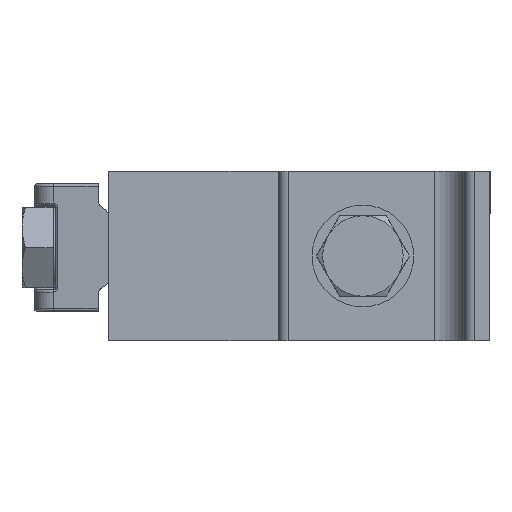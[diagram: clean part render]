
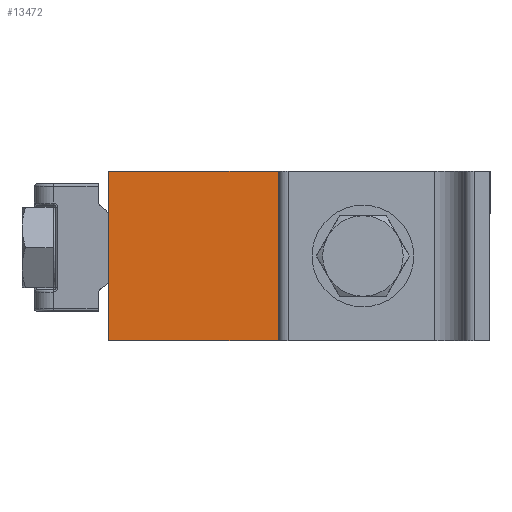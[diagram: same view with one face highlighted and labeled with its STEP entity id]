
A CAD part, left-side view. The second image highlights one B-rep face of the part: STEP entity #13472.
In plain terms, the highlighted face is planar.
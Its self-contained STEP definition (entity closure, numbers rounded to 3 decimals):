
#44 = ORIENTED_EDGE ( 'NONE', *, *, #15303, .T. ) ;
#712 = CARTESIAN_POINT ( 'NONE',  ( 20., 80., 3. ) ) ;
#1018 = LINE ( 'NONE', #2683, #17722 ) ;
#1340 = AXIS2_PLACEMENT_3D ( 'NONE', #16311, #6563, #2443 ) ;
#1425 = DIRECTION ( 'NONE',  ( 1., 0., 0. ) ) ;
#2337 = VERTEX_POINT ( 'NONE', #712 ) ;
#2443 = DIRECTION ( 'NONE',  ( 1., 0., 0. ) ) ;
#2683 = CARTESIAN_POINT ( 'NONE',  ( -20., 0., 3. ) ) ;
#3119 = ORIENTED_EDGE ( 'NONE', *, *, #4065, .T. ) ;
#3310 = VERTEX_POINT ( 'NONE', #3635 ) ;
#3635 = CARTESIAN_POINT ( 'NONE',  ( -6.5, 20., 3. ) ) ;
#3712 = FACE_OUTER_BOUND ( 'NONE', #16881, .T. ) ;
#4065 = EDGE_CURVE ( 'NONE', #10797, #7205, #1018, .T. ) ;
#4604 = VERTEX_POINT ( 'NONE', #16698 ) ;
#5353 = CARTESIAN_POINT ( 'NONE',  ( -20., 80., 3. ) ) ;
#5873 = ORIENTED_EDGE ( 'NONE', *, *, #17432, .T. ) ;
#6519 = EDGE_CURVE ( 'NONE', #3310, #4604, #13519, .T. ) ;
#6563 = DIRECTION ( 'NONE',  ( 0., 0., 1. ) ) ;
#6715 = VECTOR ( 'NONE', #16240, 1000. ) ;
#7205 = VERTEX_POINT ( 'NONE', #16149 ) ;
#7585 = EDGE_CURVE ( 'NONE', #4604, #3310, #13042, .T. ) ;
#8952 = DIRECTION ( 'NONE',  ( 0., 0., 1. ) ) ;
#8995 = EDGE_LOOP ( 'NONE', ( #10906, #9727 ) ) ;
#9571 = DIRECTION ( 'NONE',  ( -1., 0., 0. ) ) ;
#9625 = DIRECTION ( 'NONE',  ( 0., -1., 0. ) ) ;
#9727 = ORIENTED_EDGE ( 'NONE', *, *, #7585, .F. ) ;
#10206 = VECTOR ( 'NONE', #10851, 1000. ) ;
#10429 = DIRECTION ( 'NONE',  ( 1., 0., 0. ) ) ;
#10653 = CARTESIAN_POINT ( 'NONE',  ( -20., 0., 3. ) ) ;
#10661 = CARTESIAN_POINT ( 'NONE',  ( 20., 0., 3. ) ) ;
#10797 = VERTEX_POINT ( 'NONE', #10653 ) ;
#10798 = LINE ( 'NONE', #17984, #11005 ) ;
#10851 = DIRECTION ( 'NONE',  ( -1., 0., 0. ) ) ;
#10900 = CARTESIAN_POINT ( 'NONE',  ( -20., 80., 3. ) ) ;
#10906 = ORIENTED_EDGE ( 'NONE', *, *, #6519, .F. ) ;
#11005 = VECTOR ( 'NONE', #9625, 1000. ) ;
#13042 = CIRCLE ( 'NONE', #1340, 6.5 ) ;
#13472 = ADVANCED_FACE ( 'NONE', ( #3712, #15045 ), #15298, .F. ) ;
#13519 = CIRCLE ( 'NONE', #13884, 6.5 ) ;
#13773 = VERTEX_POINT ( 'NONE', #16198 ) ;
#13884 = AXIS2_PLACEMENT_3D ( 'NONE', #17269, #8952, #10429 ) ;
#14326 = EDGE_CURVE ( 'NONE', #7205, #2337, #16747, .T. ) ;
#14573 = AXIS2_PLACEMENT_3D ( 'NONE', #5353, #17883, #9571 ) ;
#14603 = ORIENTED_EDGE ( 'NONE', *, *, #14326, .T. ) ;
#14761 = LINE ( 'NONE', #10900, #10206 ) ;
#15045 = FACE_BOUND ( 'NONE', #8995, .T. ) ;
#15298 = PLANE ( 'NONE',  #14573 ) ;
#15303 = EDGE_CURVE ( 'NONE', #2337, #13773, #14761, .T. ) ;
#16149 = CARTESIAN_POINT ( 'NONE',  ( 20., 0., 3. ) ) ;
#16198 = CARTESIAN_POINT ( 'NONE',  ( -20., 80., 3. ) ) ;
#16240 = DIRECTION ( 'NONE',  ( 0., 1., 0. ) ) ;
#16311 = CARTESIAN_POINT ( 'NONE',  ( 0., 20., 3. ) ) ;
#16698 = CARTESIAN_POINT ( 'NONE',  ( 6.5, 20., 3. ) ) ;
#16747 = LINE ( 'NONE', #10661, #6715 ) ;
#16881 = EDGE_LOOP ( 'NONE', ( #5873, #3119, #14603, #44 ) ) ;
#17269 = CARTESIAN_POINT ( 'NONE',  ( 0., 20., 3. ) ) ;
#17432 = EDGE_CURVE ( 'NONE', #13773, #10797, #10798, .T. ) ;
#17722 = VECTOR ( 'NONE', #1425, 1000. ) ;
#17883 = DIRECTION ( 'NONE',  ( 0., 0., -1. ) ) ;
#17984 = CARTESIAN_POINT ( 'NONE',  ( -20., 0., 3. ) ) ;
